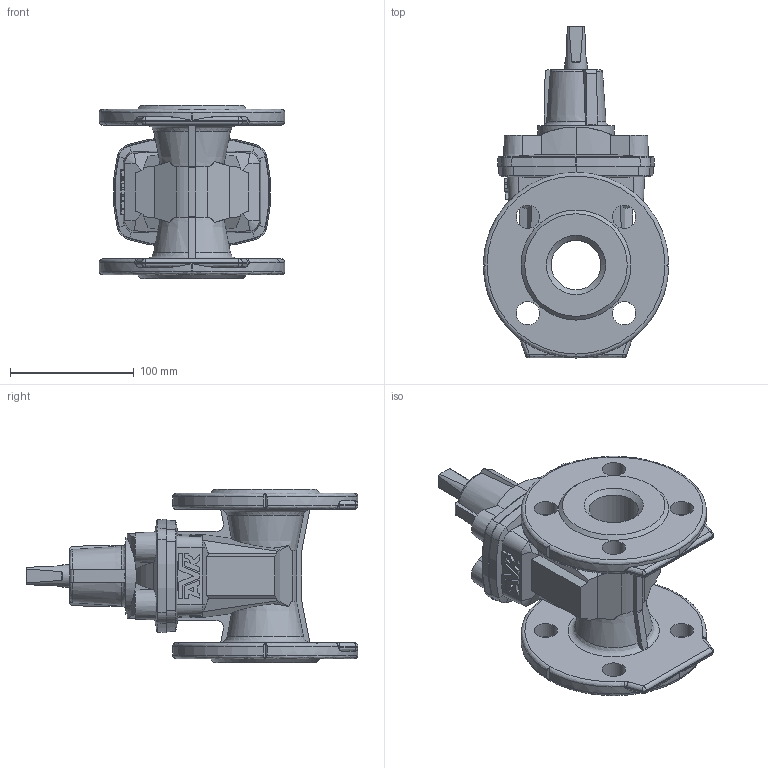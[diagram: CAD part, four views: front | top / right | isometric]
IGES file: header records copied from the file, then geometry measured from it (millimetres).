
Start section: SolidWorks IGES file using analytic representation for surfaces
Global section: file name: O_06_30_DN040_0146499_AA0.igs; native system: SolidWorks 2012; preprocessor: SolidWorks 2012; author: pbm; date: 171207.114312; units: millimetre
Bounding box: 149.97 x 268.5 x 140 mm (x, y, z)
Surface area: 164972.9 mm2 (no closed solid volume)
Topology: 0 solids, 0 shells, 314 faces, 1684 edges, 1639 vertices
Faces by surface type: revolution 159, bspline 155
